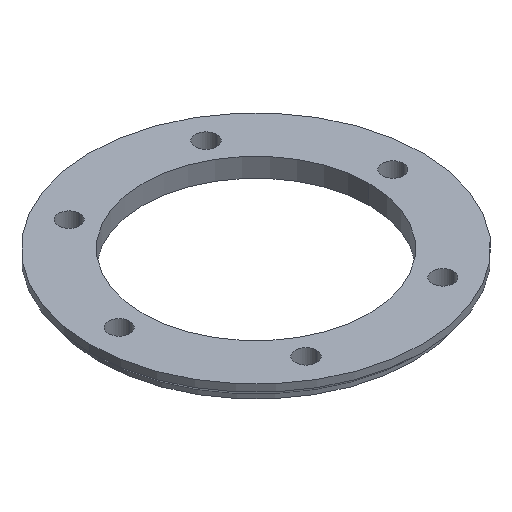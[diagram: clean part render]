
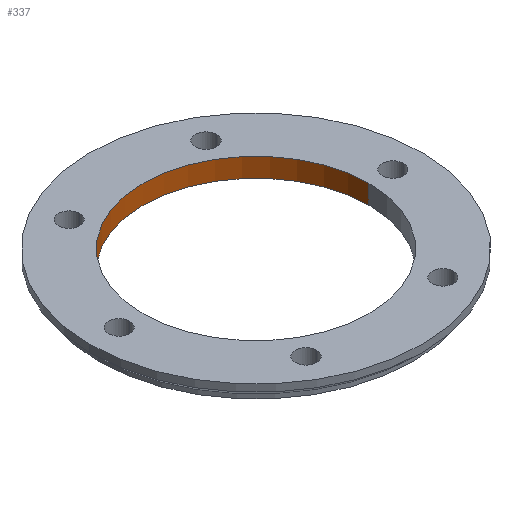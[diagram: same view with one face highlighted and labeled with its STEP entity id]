
A CAD part, isometric view. The second image highlights one B-rep face of the part: STEP entity #337.
In plain terms, the highlighted cylindrical face has radius 47.5 mm (diameter 95 mm), a partial arc.
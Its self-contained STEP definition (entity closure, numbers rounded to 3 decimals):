
#18 = ORIENTED_EDGE ( 'NONE', *, *, #760, .F. ) ;
#65 = DIRECTION ( 'NONE',  ( 0., 0., 1. ) ) ;
#71 = AXIS2_PLACEMENT_3D ( 'NONE', #689, #74, #381 ) ;
#74 = DIRECTION ( 'NONE',  ( 0., 0., 1. ) ) ;
#86 = DIRECTION ( 'NONE',  ( 1., 0., 0. ) ) ;
#96 = ORIENTED_EDGE ( 'NONE', *, *, #614, .F. ) ;
#111 = ORIENTED_EDGE ( 'NONE', *, *, #501, .T. ) ;
#133 = VECTOR ( 'NONE', #417, 1000. ) ;
#166 = VERTEX_POINT ( 'NONE', #714 ) ;
#183 = CARTESIAN_POINT ( 'NONE',  ( -47.5, 0., 0. ) ) ;
#186 = LINE ( 'NONE', #183, #133 ) ;
#209 = AXIS2_PLACEMENT_3D ( 'NONE', #239, #638, #86 ) ;
#239 = CARTESIAN_POINT ( 'NONE',  ( 0., 0., -113. ) ) ;
#252 = VERTEX_POINT ( 'NONE', #563 ) ;
#265 = CARTESIAN_POINT ( 'NONE',  ( -47.5, 0., -121. ) ) ;
#285 = CIRCLE ( 'NONE', #209, 47.5 ) ;
#305 = CARTESIAN_POINT ( 'NONE',  ( 47.5, 0., -121. ) ) ;
#317 = ORIENTED_EDGE ( 'NONE', *, *, #359, .T. ) ;
#337 = ADVANCED_FACE ( 'NONE', ( #747 ), #490, .F. ) ;
#338 = VERTEX_POINT ( 'NONE', #265 ) ;
#359 = EDGE_CURVE ( 'NONE', #252, #166, #285, .T. ) ;
#374 = DIRECTION ( 'NONE',  ( 0., 0., 1. ) ) ;
#381 = DIRECTION ( 'NONE',  ( 1., 0., 0. ) ) ;
#403 = CARTESIAN_POINT ( 'NONE',  ( 47.5, 0., 0. ) ) ;
#417 = DIRECTION ( 'NONE',  ( 0., 0., 1. ) ) ;
#487 = AXIS2_PLACEMENT_3D ( 'NONE', #670, #374, #612 ) ;
#490 = CYLINDRICAL_SURFACE ( 'NONE', #487, 47.5 ) ;
#501 = EDGE_CURVE ( 'NONE', #591, #252, #530, .T. ) ;
#503 = CIRCLE ( 'NONE', #71, 47.5 ) ;
#530 = LINE ( 'NONE', #403, #697 ) ;
#563 = CARTESIAN_POINT ( 'NONE',  ( 47.5, 0., -113. ) ) ;
#591 = VERTEX_POINT ( 'NONE', #305 ) ;
#596 = EDGE_LOOP ( 'NONE', ( #96, #18, #111, #317 ) ) ;
#612 = DIRECTION ( 'NONE',  ( 1., 0., 0. ) ) ;
#614 = EDGE_CURVE ( 'NONE', #338, #166, #186, .T. ) ;
#638 = DIRECTION ( 'NONE',  ( 0., 0., 1. ) ) ;
#670 = CARTESIAN_POINT ( 'NONE',  ( 0., 0., 0. ) ) ;
#689 = CARTESIAN_POINT ( 'NONE',  ( 0., 0., -121. ) ) ;
#697 = VECTOR ( 'NONE', #65, 1000. ) ;
#714 = CARTESIAN_POINT ( 'NONE',  ( -47.5, 0., -113. ) ) ;
#747 = FACE_OUTER_BOUND ( 'NONE', #596, .T. ) ;
#760 = EDGE_CURVE ( 'NONE', #591, #338, #503, .T. ) ;
